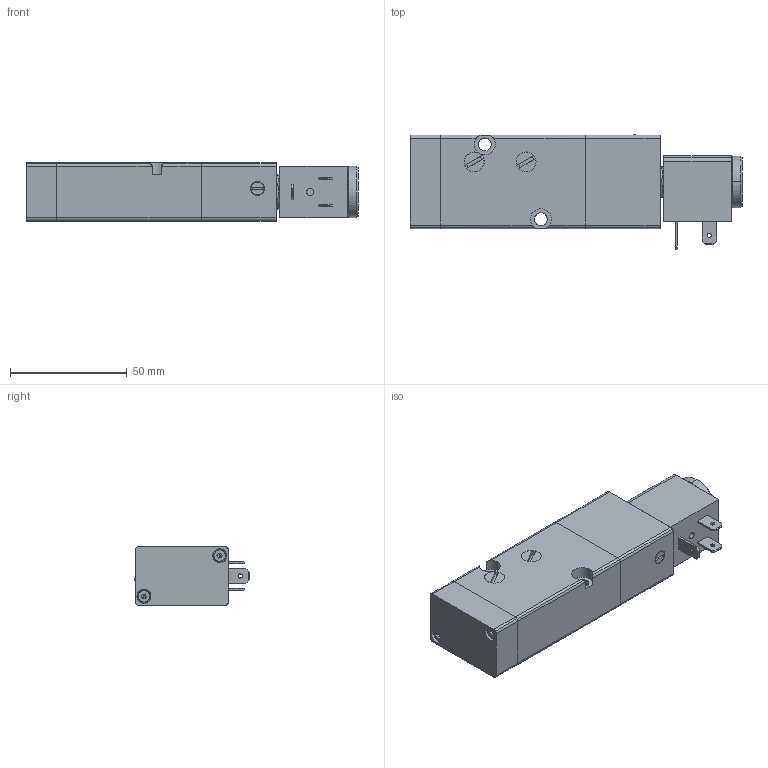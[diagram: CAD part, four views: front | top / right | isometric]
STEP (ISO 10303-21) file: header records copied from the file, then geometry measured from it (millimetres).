
FILE_DESCRIPTION((''),'2;1');
FILE_NAME('01_041_3.stp','2003-01-01T22:36:33',('Branislav Petkovic'),('AZ Pneumatica'),'AutoCAD STEP 2000i','AutoCAD 2000i','Via J. F. Kennedy, 26, 20020 Misinto (MI), ITALY');
FILE_SCHEMA(('CONFIG_CONTROL_DESIGN'));
Length unit declared in the file: millimetre
Products named in the file (11): 01_041_3; 582 TELO; PART1; X82 KOTVA; PART2A; STEZAC; PODLOSKA; X82 OPRUGA; PART2; MAGNET; PART1A
Assembly tree (10 placements, depth 3):
  01_041_3
    582 TELO
      PART1
    X82 KOTVA
      PART2A
      STEZAC
      PODLOSKA
    X82 OPRUGA
      PART2
    MAGNET
      PART1A
Bounding box: 142 x 49.09 x 25 mm (x, y, z)
Surface area: 32024.8 mm2 (no closed solid volume)
Topology: 0 solids, 9 shells, 409 faces, 1017 edges, 645 vertices
Faces by surface type: cylinder 174, plane 155, cone 54, bspline 14, torus 8, sphere 4
Entity records: 20366 total; most frequent: CARTESIAN_POINT 10586, DIRECTION 2005, ORIENTED_EDGE 1994, EDGE_CURVE 997, AXIS2_PLACEMENT_3D 765, VERTEX_POINT 643, VECTOR 475, LINE 475
